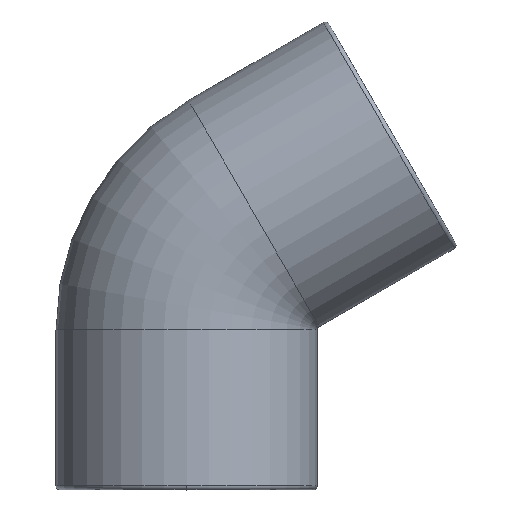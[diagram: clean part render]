
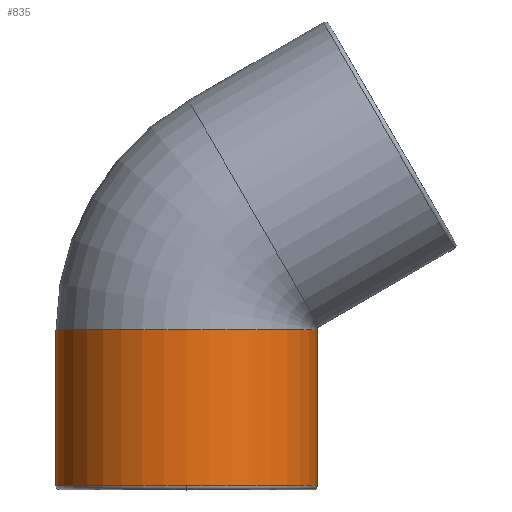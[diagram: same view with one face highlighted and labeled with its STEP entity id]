
A CAD part, top view. The second image highlights one B-rep face of the part: STEP entity #835.
In plain terms, the highlighted cylindrical face has radius 16.5 mm (diameter 33 mm), a partial arc.
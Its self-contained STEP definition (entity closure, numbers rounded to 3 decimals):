
#155 = AXIS2_PLACEMENT_3D ( 'NONE', #5056, #5031, #528 ) ;
#255 = CARTESIAN_POINT ( 'NONE',  ( 0., 0.5, 0. ) ) ;
#269 = LINE ( 'NONE', #4336, #790 ) ;
#420 = CARTESIAN_POINT ( 'NONE',  ( -16.5, 0., 0. ) ) ;
#443 = DIRECTION ( 'NONE',  ( 0., 1., 0. ) ) ;
#446 = EDGE_CURVE ( 'NONE', #3465, #2139, #3672, .T. ) ;
#448 = ORIENTED_EDGE ( 'NONE', *, *, #2351, .F. ) ;
#479 = DIRECTION ( 'NONE',  ( 0., 1., 0. ) ) ;
#488 = CARTESIAN_POINT ( 'NONE',  ( 16.5, 20.185, 0. ) ) ;
#528 = DIRECTION ( 'NONE',  ( -1., 0., 0. ) ) ;
#550 = VERTEX_POINT ( 'NONE', #488 ) ;
#790 = VECTOR ( 'NONE', #4764, 1000. ) ;
#832 = CARTESIAN_POINT ( 'NONE',  ( -16.5, 20.185, 0. ) ) ;
#835 = ADVANCED_FACE ( 'NONE', ( #1734 ), #3369, .T. ) ;
#878 = DIRECTION ( 'NONE',  ( 0., 0., 1. ) ) ;
#921 = AXIS2_PLACEMENT_3D ( 'NONE', #255, #4010, #4323 ) ;
#932 = EDGE_CURVE ( 'NONE', #2139, #3667, #3064, .T. ) ;
#1597 = LINE ( 'NONE', #420, #1995 ) ;
#1660 = CARTESIAN_POINT ( 'NONE',  ( 0., 20.185, 0. ) ) ;
#1734 = FACE_OUTER_BOUND ( 'NONE', #2146, .T. ) ;
#1792 = ORIENTED_EDGE ( 'NONE', *, *, #4891, .F. ) ;
#1995 = VECTOR ( 'NONE', #443, 1000. ) ;
#2139 = VERTEX_POINT ( 'NONE', #2260 ) ;
#2146 = EDGE_LOOP ( 'NONE', ( #3396, #4938, #5184, #1792, #448 ) ) ;
#2198 = CARTESIAN_POINT ( 'NONE',  ( 16.5, 0.5, 0. ) ) ;
#2260 = CARTESIAN_POINT ( 'NONE',  ( 0., 0.5, 16.5 ) ) ;
#2351 = EDGE_CURVE ( 'NONE', #3465, #3367, #1597, .T. ) ;
#2589 = CARTESIAN_POINT ( 'NONE',  ( -16.5, 0.5, 0. ) ) ;
#3064 = CIRCLE ( 'NONE', #3670, 16.5 ) ;
#3367 = VERTEX_POINT ( 'NONE', #832 ) ;
#3369 = CYLINDRICAL_SURFACE ( 'NONE', #155, 16.5 ) ;
#3396 = ORIENTED_EDGE ( 'NONE', *, *, #446, .T. ) ;
#3465 = VERTEX_POINT ( 'NONE', #2589 ) ;
#3667 = VERTEX_POINT ( 'NONE', #2198 ) ;
#3670 = AXIS2_PLACEMENT_3D ( 'NONE', #4148, #479, #3749 ) ;
#3672 = CIRCLE ( 'NONE', #921, 16.5 ) ;
#3749 = DIRECTION ( 'NONE',  ( 0., 0., 1. ) ) ;
#3952 = EDGE_CURVE ( 'NONE', #3667, #550, #269, .T. ) ;
#3989 = AXIS2_PLACEMENT_3D ( 'NONE', #1660, #4249, #878 ) ;
#4010 = DIRECTION ( 'NONE',  ( 0., 1., 0. ) ) ;
#4148 = CARTESIAN_POINT ( 'NONE',  ( 0., 0.5, 0. ) ) ;
#4249 = DIRECTION ( 'NONE',  ( 0., 1., 0. ) ) ;
#4323 = DIRECTION ( 'NONE',  ( 0., 0., 1. ) ) ;
#4336 = CARTESIAN_POINT ( 'NONE',  ( 16.5, 0., 0. ) ) ;
#4751 = CIRCLE ( 'NONE', #3989, 16.5 ) ;
#4764 = DIRECTION ( 'NONE',  ( 0., 1., 0. ) ) ;
#4891 = EDGE_CURVE ( 'NONE', #3367, #550, #4751, .T. ) ;
#4938 = ORIENTED_EDGE ( 'NONE', *, *, #932, .T. ) ;
#5031 = DIRECTION ( 'NONE',  ( 0., 1., 0. ) ) ;
#5056 = CARTESIAN_POINT ( 'NONE',  ( 0., 0., 0. ) ) ;
#5184 = ORIENTED_EDGE ( 'NONE', *, *, #3952, .T. ) ;
